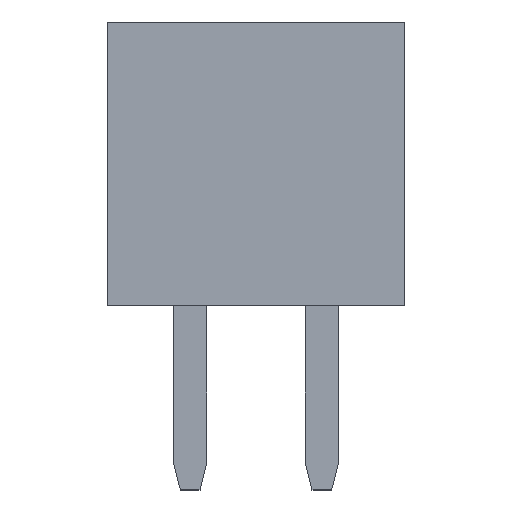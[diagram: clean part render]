
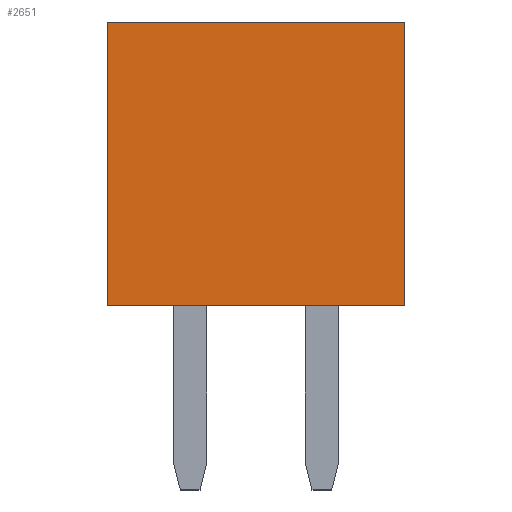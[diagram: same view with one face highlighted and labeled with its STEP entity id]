
A CAD part, top view. The second image highlights one B-rep face of the part: STEP entity #2651.
In plain terms, the highlighted planar face has unit normal (0, 0, 1).
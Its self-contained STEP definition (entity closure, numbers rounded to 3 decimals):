
#8 = DIRECTION ( 'NONE',  ( 0., -1., 0. ) ) ;
#61 = EDGE_CURVE ( 'NONE', #815, #1882, #1702, .T. ) ;
#114 = DIRECTION ( 'NONE',  ( -1., 0., 0. ) ) ;
#182 = CARTESIAN_POINT ( 'NONE',  ( 1.25, -4.3, 2.25 ) ) ;
#188 = CARTESIAN_POINT ( 'NONE',  ( -3.25, 0., 2.25 ) ) ;
#303 = DIRECTION ( 'NONE',  ( 0., 0., -1. ) ) ;
#314 = CARTESIAN_POINT ( 'NONE',  ( 1., 0., 2.25 ) ) ;
#393 = ORIENTED_EDGE ( 'NONE', *, *, #1645, .F. ) ;
#499 = PLANE ( 'NONE',  #2471 ) ;
#627 = CARTESIAN_POINT ( 'NONE',  ( 1., 0., 2.25 ) ) ;
#712 = LINE ( 'NONE', #797, #2726 ) ;
#726 = CARTESIAN_POINT ( 'NONE',  ( 1.25, 0., 2.25 ) ) ;
#739 = EDGE_CURVE ( 'NONE', #1882, #2793, #1333, .T. ) ;
#771 = VECTOR ( 'NONE', #8, 1000. ) ;
#797 = CARTESIAN_POINT ( 'NONE',  ( 1.25, 0., 2.25 ) ) ;
#815 = VERTEX_POINT ( 'NONE', #726 ) ;
#831 = CARTESIAN_POINT ( 'NONE',  ( 1., -4.3, 2.25 ) ) ;
#1071 = DIRECTION ( 'NONE',  ( -1., 0., 0. ) ) ;
#1080 = EDGE_LOOP ( 'NONE', ( #393, #3165, #3031, #2804 ) ) ;
#1333 = LINE ( 'NONE', #1938, #771 ) ;
#1510 = CARTESIAN_POINT ( 'NONE',  ( -3.25, -4.3, 2.25 ) ) ;
#1645 = EDGE_CURVE ( 'NONE', #2445, #2793, #1989, .T. ) ;
#1702 = LINE ( 'NONE', #627, #2279 ) ;
#1748 = DIRECTION ( 'NONE',  ( 0., -1., 0. ) ) ;
#1882 = VERTEX_POINT ( 'NONE', #188 ) ;
#1938 = CARTESIAN_POINT ( 'NONE',  ( -3.25, 0., 2.25 ) ) ;
#1989 = LINE ( 'NONE', #831, #2454 ) ;
#2279 = VECTOR ( 'NONE', #1071, 1000. ) ;
#2320 = FACE_OUTER_BOUND ( 'NONE', #1080, .T. ) ;
#2445 = VERTEX_POINT ( 'NONE', #182 ) ;
#2454 = VECTOR ( 'NONE', #114, 1000. ) ;
#2471 = AXIS2_PLACEMENT_3D ( 'NONE', #314, #303, #2749 ) ;
#2651 = ADVANCED_FACE ( 'NONE', ( #2320 ), #499, .F. ) ;
#2673 = EDGE_CURVE ( 'NONE', #815, #2445, #712, .T. ) ;
#2726 = VECTOR ( 'NONE', #1748, 1000. ) ;
#2749 = DIRECTION ( 'NONE',  ( 1., 0., 0. ) ) ;
#2793 = VERTEX_POINT ( 'NONE', #1510 ) ;
#2804 = ORIENTED_EDGE ( 'NONE', *, *, #739, .T. ) ;
#3031 = ORIENTED_EDGE ( 'NONE', *, *, #61, .T. ) ;
#3165 = ORIENTED_EDGE ( 'NONE', *, *, #2673, .F. ) ;
